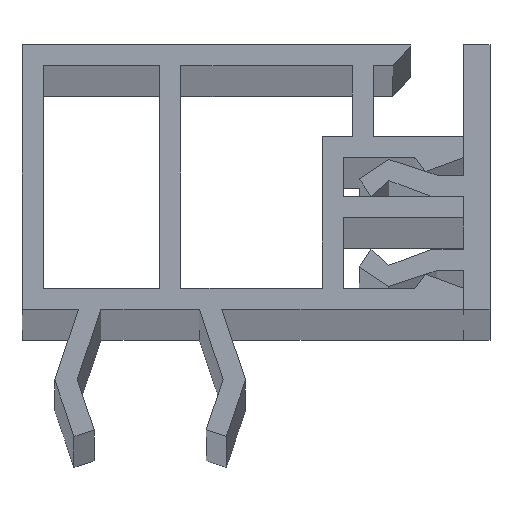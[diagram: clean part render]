
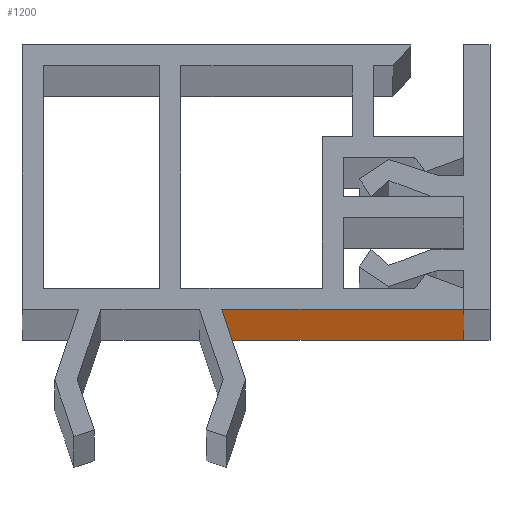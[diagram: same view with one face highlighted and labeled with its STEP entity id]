
A CAD part, top view. The second image highlights one B-rep face of the part: STEP entity #1200.
In plain terms, the highlighted planar face has unit normal (0, -1, 0).
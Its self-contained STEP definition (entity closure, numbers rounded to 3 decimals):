
#11 = DIRECTION ( 'NONE',  ( -1., 0., 0. ) ) ;
#36 = LINE ( 'NONE', #1387, #1499 ) ;
#98 = CARTESIAN_POINT ( 'NONE',  ( 2.911, -7.5, 500. ) ) ;
#134 = CARTESIAN_POINT ( 'NONE',  ( 16.6, -7.5, 500. ) ) ;
#193 = ORIENTED_EDGE ( 'NONE', *, *, #1667, .T. ) ;
#256 = ORIENTED_EDGE ( 'NONE', *, *, #1569, .F. ) ;
#293 = FACE_OUTER_BOUND ( 'NONE', #1054, .T. ) ;
#332 = ORIENTED_EDGE ( 'NONE', *, *, #1046, .T. ) ;
#362 = VECTOR ( 'NONE', #1457, 1000. ) ;
#372 = CARTESIAN_POINT ( 'NONE',  ( 2.911, -7.5, -500. ) ) ;
#417 = VERTEX_POINT ( 'NONE', #1116 ) ;
#468 = LINE ( 'NONE', #473, #2191 ) ;
#473 = CARTESIAN_POINT ( 'NONE',  ( 16.6, -7.5, 500. ) ) ;
#488 = DIRECTION ( 'NONE',  ( 1., 0., 0. ) ) ;
#514 = AXIS2_PLACEMENT_3D ( 'NONE', #2124, #1062, #11 ) ;
#645 = DIRECTION ( 'NONE',  ( 0., 0., -1. ) ) ;
#838 = LINE ( 'NONE', #372, #362 ) ;
#871 = PLANE ( 'NONE',  #514 ) ;
#967 = CARTESIAN_POINT ( 'NONE',  ( 2.911, -7.5, 500. ) ) ;
#1034 = LINE ( 'NONE', #98, #1983 ) ;
#1046 = EDGE_CURVE ( 'NONE', #417, #2091, #838, .T. ) ;
#1054 = EDGE_LOOP ( 'NONE', ( #332, #2106, #256, #193 ) ) ;
#1062 = DIRECTION ( 'NONE',  ( 0., 1., 0. ) ) ;
#1116 = CARTESIAN_POINT ( 'NONE',  ( 2.911, -7.5, -500. ) ) ;
#1158 = VERTEX_POINT ( 'NONE', #134 ) ;
#1165 = EDGE_CURVE ( 'NONE', #1158, #2091, #468, .T. ) ;
#1200 = ADVANCED_FACE ( 'NONE', ( #293 ), #871, .F. ) ;
#1329 = DIRECTION ( 'NONE',  ( 0., 0., -1. ) ) ;
#1387 = CARTESIAN_POINT ( 'NONE',  ( 2.911, -7.5, 500. ) ) ;
#1457 = DIRECTION ( 'NONE',  ( 1., 0., 0. ) ) ;
#1499 = VECTOR ( 'NONE', #488, 1000. ) ;
#1569 = EDGE_CURVE ( 'NONE', #1686, #1158, #36, .T. ) ;
#1667 = EDGE_CURVE ( 'NONE', #1686, #417, #1034, .T. ) ;
#1686 = VERTEX_POINT ( 'NONE', #967 ) ;
#1953 = CARTESIAN_POINT ( 'NONE',  ( 16.6, -7.5, -500. ) ) ;
#1983 = VECTOR ( 'NONE', #1329, 1000. ) ;
#2091 = VERTEX_POINT ( 'NONE', #1953 ) ;
#2106 = ORIENTED_EDGE ( 'NONE', *, *, #1165, .F. ) ;
#2124 = CARTESIAN_POINT ( 'NONE',  ( 2.911, -7.5, 500. ) ) ;
#2191 = VECTOR ( 'NONE', #645, 1000. ) ;
